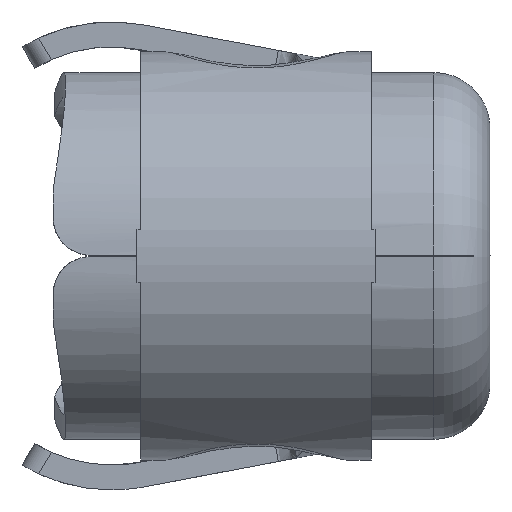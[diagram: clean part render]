
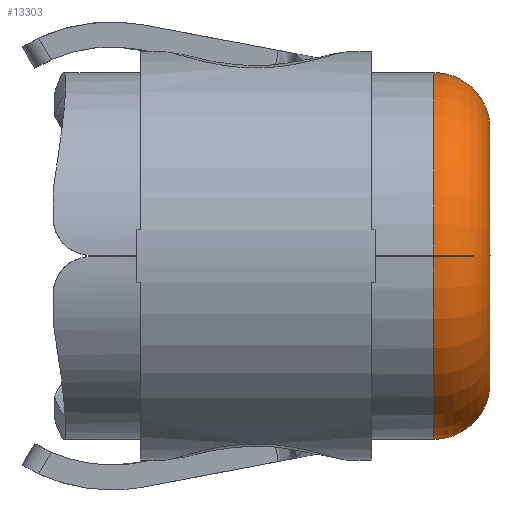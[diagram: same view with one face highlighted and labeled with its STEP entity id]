
A CAD part, left-side view. The second image highlights one B-rep face of the part: STEP entity #13303.
In plain terms, the highlighted toroidal (fillet/blend) face has major radius 2.591 mm and minor radius 1.143 mm.
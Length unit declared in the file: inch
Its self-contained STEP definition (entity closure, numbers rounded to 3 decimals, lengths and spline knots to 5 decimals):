
#257 = VERTEX_POINT ( 'NONE', #293 ) ;
#267 = AXIS2_PLACEMENT_3D ( 'NONE', #305, #4313, #8459 ) ;
#293 = CARTESIAN_POINT ( 'NONE',  ( -0.13382, 0.01318, 0.00058 ) ) ;
#305 = CARTESIAN_POINT ( 'NONE',  ( -0.102, 0.045, 0.00058 ) ) ;
#902 = CIRCLE ( 'NONE', #2557, 0.147 ) ;
#1157 = DIRECTION ( 'NONE',  ( -0.707, 0.707, 0. ) ) ;
#1239 = DIRECTION ( 'NONE',  ( 0., 1., 0. ) ) ;
#1411 = DIRECTION ( 'NONE',  ( 0., 1., 0. ) ) ;
#1503 = DIRECTION ( 'NONE',  ( 0., 0., 1. ) ) ;
#1871 = TOROIDAL_SURFACE ( 'NONE', #9381, 0.102, 0.045 ) ;
#2472 = DIRECTION ( 'NONE',  ( 1., 0., 0. ) ) ;
#2557 = AXIS2_PLACEMENT_3D ( 'NONE', #10475, #1239, #5272 ) ;
#2617 = ORIENTED_EDGE ( 'NONE', *, *, #9393, .F. ) ;
#2671 = ORIENTED_EDGE ( 'NONE', *, *, #11503, .T. ) ;
#2836 = DIRECTION ( 'NONE',  ( 0., 0., 1. ) ) ;
#2981 = VERTEX_POINT ( 'NONE', #8226 ) ;
#3143 = DIRECTION ( 'NONE',  ( 0., 1., 0. ) ) ;
#3163 = CIRCLE ( 'NONE', #10762, 0.045 ) ;
#3526 = DIRECTION ( 'NONE',  ( 0., 0., 1. ) ) ;
#3537 = CIRCLE ( 'NONE', #9377, 0.045 ) ;
#3758 = CIRCLE ( 'NONE', #7231, 0.147 ) ;
#3918 = CARTESIAN_POINT ( 'NONE',  ( -0.13382, 0.01318, -0.00058 ) ) ;
#4266 = VERTEX_POINT ( 'NONE', #10080 ) ;
#4313 = DIRECTION ( 'NONE',  ( 0., 0., 1. ) ) ;
#4621 = CARTESIAN_POINT ( 'NONE',  ( 0., 0., -0.102 ) ) ;
#4653 = AXIS2_PLACEMENT_3D ( 'NONE', #7952, #12162, #2836 ) ;
#4768 = EDGE_CURVE ( 'NONE', #8312, #257, #3758, .T. ) ;
#5185 = DIRECTION ( 'NONE',  ( 0., 0., 1. ) ) ;
#5238 = CIRCLE ( 'NONE', #12914, 0.102 ) ;
#5272 = DIRECTION ( 'NONE',  ( 0., 0., 1. ) ) ;
#5353 = ORIENTED_EDGE ( 'NONE', *, *, #8079, .F. ) ;
#5451 = DIRECTION ( 'NONE',  ( 0., 0., 1. ) ) ;
#5546 = CIRCLE ( 'NONE', #267, 0.045 ) ;
#5618 = ORIENTED_EDGE ( 'NONE', *, *, #10675, .F. ) ;
#5702 = VERTEX_POINT ( 'NONE', #4621 ) ;
#5724 = CIRCLE ( 'NONE', #9021, 0.147 ) ;
#6549 = DIRECTION ( 'NONE',  ( 0., 0., -1. ) ) ;
#6559 = CARTESIAN_POINT ( 'NONE',  ( 0., 0., 0. ) ) ;
#7228 = CARTESIAN_POINT ( 'NONE',  ( -0.02988, 0.11712, 0. ) ) ;
#7231 = AXIS2_PLACEMENT_3D ( 'NONE', #7228, #1157, #5185 ) ;
#7250 = DIRECTION ( 'NONE',  ( 0., 0., 1. ) ) ;
#7392 = ORIENTED_EDGE ( 'NONE', *, *, #4768, .F. ) ;
#7644 = DIRECTION ( 'NONE',  ( -1., 0., 0. ) ) ;
#7952 = CARTESIAN_POINT ( 'NONE',  ( 0., 0.045, 0.102 ) ) ;
#8079 = EDGE_CURVE ( 'NONE', #2981, #8312, #3537, .T. ) ;
#8226 = CARTESIAN_POINT ( 'NONE',  ( -0.147, 0.045, -0.00058 ) ) ;
#8312 = VERTEX_POINT ( 'NONE', #3918 ) ;
#8394 = CARTESIAN_POINT ( 'NONE',  ( 0., 0.045, -0.147 ) ) ;
#8459 = DIRECTION ( 'NONE',  ( -1., 0., 0. ) ) ;
#8686 = EDGE_CURVE ( 'NONE', #4266, #11664, #5724, .T. ) ;
#8712 = ORIENTED_EDGE ( 'NONE', *, *, #8686, .F. ) ;
#9021 = AXIS2_PLACEMENT_3D ( 'NONE', #9301, #3143, #7250 ) ;
#9146 = EDGE_CURVE ( 'NONE', #10860, #11664, #10536, .T. ) ;
#9301 = CARTESIAN_POINT ( 'NONE',  ( 0., 0.045, 0. ) ) ;
#9377 = AXIS2_PLACEMENT_3D ( 'NONE', #12877, #3526, #7644 ) ;
#9381 = AXIS2_PLACEMENT_3D ( 'NONE', #10657, #1411, #5451 ) ;
#9393 = EDGE_CURVE ( 'NONE', #5702, #11473, #3163, .T. ) ;
#10080 = CARTESIAN_POINT ( 'NONE',  ( -0.147, 0.045, 0.00058 ) ) ;
#10475 = CARTESIAN_POINT ( 'NONE',  ( 0., 0.045, 0. ) ) ;
#10536 = CIRCLE ( 'NONE', #4653, 0.045 ) ;
#10657 = CARTESIAN_POINT ( 'NONE',  ( 0., 0.045, 0. ) ) ;
#10675 = EDGE_CURVE ( 'NONE', #11473, #2981, #902, .T. ) ;
#10755 = DIRECTION ( 'NONE',  ( 0., -1., 0. ) ) ;
#10762 = AXIS2_PLACEMENT_3D ( 'NONE', #11777, #2472, #6549 ) ;
#10860 = VERTEX_POINT ( 'NONE', #11177 ) ;
#11045 = EDGE_LOOP ( 'NONE', ( #2617, #12249, #11532, #8712, #2671, #7392, #5353, #5618 ) ) ;
#11177 = CARTESIAN_POINT ( 'NONE',  ( 0., 0., 0.102 ) ) ;
#11473 = VERTEX_POINT ( 'NONE', #8394 ) ;
#11503 = EDGE_CURVE ( 'NONE', #4266, #257, #5546, .T. ) ;
#11532 = ORIENTED_EDGE ( 'NONE', *, *, #9146, .T. ) ;
#11664 = VERTEX_POINT ( 'NONE', #12270 ) ;
#11701 = FACE_OUTER_BOUND ( 'NONE', #11045, .T. ) ;
#11777 = CARTESIAN_POINT ( 'NONE',  ( 0., 0.045, -0.102 ) ) ;
#12162 = DIRECTION ( 'NONE',  ( -1., 0., 0. ) ) ;
#12249 = ORIENTED_EDGE ( 'NONE', *, *, #13360, .F. ) ;
#12270 = CARTESIAN_POINT ( 'NONE',  ( 0., 0.045, 0.147 ) ) ;
#12877 = CARTESIAN_POINT ( 'NONE',  ( -0.102, 0.045, -0.00058 ) ) ;
#12914 = AXIS2_PLACEMENT_3D ( 'NONE', #6559, #10755, #1503 ) ;
#13303 = ADVANCED_FACE ( 'NONE', ( #11701 ), #1871, .T. ) ;
#13360 = EDGE_CURVE ( 'NONE', #10860, #5702, #5238, .T. ) ;
